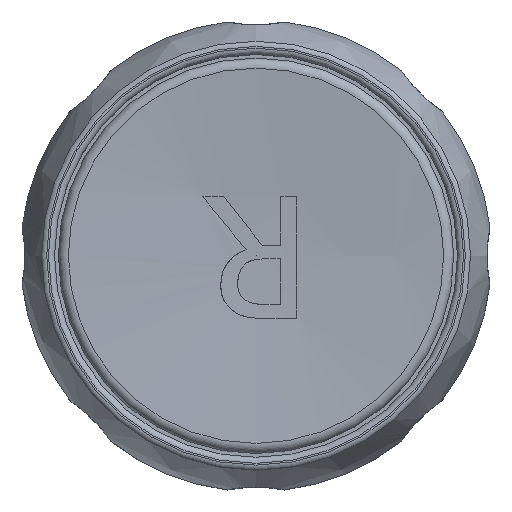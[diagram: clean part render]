
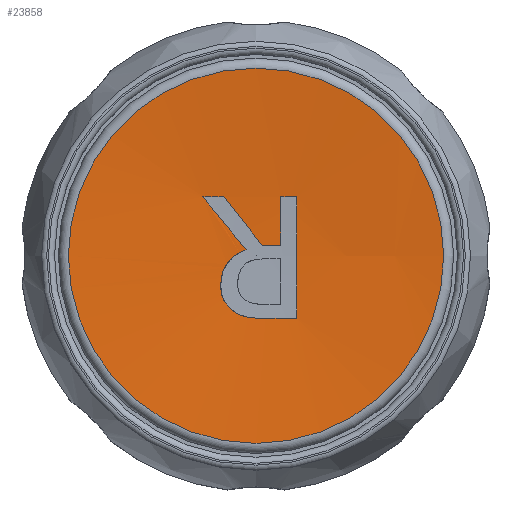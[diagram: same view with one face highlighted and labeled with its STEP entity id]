
A CAD part, top view. The second image highlights one B-rep face of the part: STEP entity #23858.
In plain terms, the highlighted spherical face has radius 121.064 mm.
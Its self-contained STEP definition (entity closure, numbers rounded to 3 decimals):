
#44=SPHERICAL_SURFACE('',#25235,121.064);
#1426=FACE_OUTER_BOUND('',#2743,.T.);
#2743=EDGE_LOOP('',(#16323,#16324,#16325,#16326,#16327,#16328,#16329,#16330,
#16331,#16332,#16333,#16334,#16335,#16336,#16337,#16338,#16339));
#4251=B_SPLINE_CURVE_WITH_KNOTS('',3,(#58346,#58347,#58348,#58349,#58350,
#58351,#58352,#58353),.UNSPECIFIED.,.F.,.F.,(4,2,2,4),(0.,0.109,
0.133,0.15),.UNSPECIFIED.);
#4252=B_SPLINE_CURVE_WITH_KNOTS('',3,(#58364,#58365,#58366,#58367,#58368,
#58369,#58370,#58371),.UNSPECIFIED.,.F.,.F.,(4,2,2,4),(0.,0.082,
0.154,0.254),.UNSPECIFIED.);
#4253=B_SPLINE_CURVE_WITH_KNOTS('',3,(#58382,#58383,#58384,#58385,#58386,
#58387,#58388,#58389,#58390,#58391),.UNSPECIFIED.,.F.,.F.,(4,2,2,2,4),(0.,
0.102,0.147,0.17,0.194),
 .UNSPECIFIED.);
#4705=CIRCLE('',#25213,121.034);
#4706=CIRCLE('',#25214,121.034);
#4707=CIRCLE('',#25216,120.994);
#4708=CIRCLE('',#25218,121.064);
#4712=CIRCLE('',#25226,121.002);
#4713=CIRCLE('',#25228,121.053);
#4714=CIRCLE('',#25230,121.062);
#4715=CIRCLE('',#25232,121.062);
#4716=CIRCLE('',#25234,121.002);
#4717=CIRCLE('',#25236,121.064);
#4718=CIRCLE('',#25237,12.339);
#4719=CIRCLE('',#25238,12.339);
#4720=CIRCLE('',#25239,12.339);
#9797=VERTEX_POINT('',#58325);
#9798=VERTEX_POINT('',#58327);
#9799=VERTEX_POINT('',#58329);
#9800=VERTEX_POINT('',#58333);
#9801=VERTEX_POINT('',#58344);
#9802=VERTEX_POINT('',#58362);
#9803=VERTEX_POINT('',#58380);
#9804=VERTEX_POINT('',#58393);
#9807=VERTEX_POINT('',#58407);
#9808=VERTEX_POINT('',#58411);
#9809=VERTEX_POINT('',#58415);
#9810=VERTEX_POINT('',#58419);
#9811=VERTEX_POINT('',#58425);
#9812=VERTEX_POINT('',#58427);
#9813=VERTEX_POINT('',#58429);
#12208=EDGE_CURVE('',#9798,#9797,#4705,.T.);
#12209=EDGE_CURVE('',#9799,#9798,#4706,.T.);
#12212=EDGE_CURVE('',#9797,#9800,#4707,.T.);
#12214=EDGE_CURVE('',#9800,#9801,#4251,.T.);
#12216=EDGE_CURVE('',#9801,#9802,#4252,.T.);
#12218=EDGE_CURVE('',#9802,#9803,#4253,.T.);
#12220=EDGE_CURVE('',#9803,#9804,#4708,.T.);
#12226=EDGE_CURVE('',#9807,#9799,#4712,.T.);
#12228=EDGE_CURVE('',#9808,#9807,#4713,.T.);
#12230=EDGE_CURVE('',#9809,#9808,#4714,.T.);
#12232=EDGE_CURVE('',#9810,#9809,#4715,.T.);
#12234=EDGE_CURVE('',#9804,#9810,#4716,.T.);
#12235=EDGE_CURVE('',#9798,#9811,#4717,.T.);
#12236=EDGE_CURVE('',#9812,#9811,#4718,.T.);
#12237=EDGE_CURVE('',#9813,#9812,#4719,.T.);
#12238=EDGE_CURVE('',#9811,#9813,#4720,.T.);
#16323=ORIENTED_EDGE('',*,*,#12209,.T.);
#16324=ORIENTED_EDGE('',*,*,#12235,.T.);
#16325=ORIENTED_EDGE('',*,*,#12236,.F.);
#16326=ORIENTED_EDGE('',*,*,#12237,.F.);
#16327=ORIENTED_EDGE('',*,*,#12238,.F.);
#16328=ORIENTED_EDGE('',*,*,#12235,.F.);
#16329=ORIENTED_EDGE('',*,*,#12208,.T.);
#16330=ORIENTED_EDGE('',*,*,#12212,.T.);
#16331=ORIENTED_EDGE('',*,*,#12214,.T.);
#16332=ORIENTED_EDGE('',*,*,#12216,.T.);
#16333=ORIENTED_EDGE('',*,*,#12218,.T.);
#16334=ORIENTED_EDGE('',*,*,#12220,.T.);
#16335=ORIENTED_EDGE('',*,*,#12234,.T.);
#16336=ORIENTED_EDGE('',*,*,#12232,.T.);
#16337=ORIENTED_EDGE('',*,*,#12230,.T.);
#16338=ORIENTED_EDGE('',*,*,#12228,.T.);
#16339=ORIENTED_EDGE('',*,*,#12226,.T.);
#23858=ADVANCED_FACE('',(#1426),#44,.F.);
#25213=AXIS2_PLACEMENT_3D('',#58328,#27612,#27613);
#25214=AXIS2_PLACEMENT_3D('',#58330,#27614,#27615);
#25216=AXIS2_PLACEMENT_3D('',#58335,#27620,#27621);
#25218=AXIS2_PLACEMENT_3D('',#58395,#27628,#27629);
#25226=AXIS2_PLACEMENT_3D('',#58408,#27646,#27647);
#25228=AXIS2_PLACEMENT_3D('',#58412,#27651,#27652);
#25230=AXIS2_PLACEMENT_3D('',#58416,#27656,#27657);
#25232=AXIS2_PLACEMENT_3D('',#58420,#27661,#27662);
#25234=AXIS2_PLACEMENT_3D('',#58423,#27666,#27667);
#25235=AXIS2_PLACEMENT_3D('',#58424,#27668,#27669);
#25236=AXIS2_PLACEMENT_3D('',#58426,#27670,#27671);
#25237=AXIS2_PLACEMENT_3D('',#58428,#27672,#27673);
#25238=AXIS2_PLACEMENT_3D('',#58430,#27674,#27675);
#25239=AXIS2_PLACEMENT_3D('',#58431,#27676,#27677);
#27612=DIRECTION('center_axis',(-1.,0.,0.));
#27613=DIRECTION('ref_axis',(0.,0.,
-1.));
#27614=DIRECTION('center_axis',(-1.,0.,0.));
#27615=DIRECTION('ref_axis',(0.,0.,
-1.));
#27620=DIRECTION('center_axis',(0.,1.,0.));
#27621=DIRECTION('ref_axis',(0.,0.,
-1.));
#27628=DIRECTION('center_axis',(0.774,0.633,0.));
#27629=DIRECTION('ref_axis',(0.,0.,
-1.));
#27646=DIRECTION('center_axis',(0.,-1.,0.));
#27647=DIRECTION('ref_axis',(0.,0.,
1.));
#27651=DIRECTION('center_axis',(1.,0.,0.));
#27652=DIRECTION('ref_axis',(0.,0.,
1.));
#27656=DIRECTION('center_axis',(0.,-1.,0.));
#27657=DIRECTION('ref_axis',(0.,0.,
1.));
#27661=DIRECTION('center_axis',(-0.783,-0.622,0.));
#27662=DIRECTION('ref_axis',(0.,0.,
1.));
#27666=DIRECTION('center_axis',(0.,-1.,0.));
#27667=DIRECTION('ref_axis',(0.,0.,
1.));
#27668=DIRECTION('center_axis',(0.,0.,
1.));
#27669=DIRECTION('ref_axis',(-1.,0.,0.));
#27670=DIRECTION('center_axis',(0.,-1.,0.));
#27671=DIRECTION('ref_axis',(1.,0.,0.));
#27672=DIRECTION('center_axis',(0.,0.,
-1.));
#27673=DIRECTION('ref_axis',(0.,-1.,0.));
#27674=DIRECTION('center_axis',(0.,0.,
-1.));
#27675=DIRECTION('ref_axis',(0.,-1.,0.));
#27676=DIRECTION('center_axis',(0.,0.,
-1.));
#27677=DIRECTION('ref_axis',(0.,-1.,0.));
#58325=CARTESIAN_POINT('',(2.69,-4.114,12.432));
#58327=CARTESIAN_POINT('',(2.69,0.,12.362));
#58328=CARTESIAN_POINT('Origin',(2.69,0.,
133.397));
#58329=CARTESIAN_POINT('',(2.69,3.886,12.425));
#58330=CARTESIAN_POINT('Origin',(2.69,0.,
133.397));
#58333=CARTESIAN_POINT('',(0.628,-4.114,12.404));
#58335=CARTESIAN_POINT('Origin',(0.,-4.114,
133.397));
#58344=CARTESIAN_POINT('',(-1.408,-3.693,12.397));
#58346=CARTESIAN_POINT('Ctrl Pts',(0.628,-4.114,
12.404));
#58347=CARTESIAN_POINT('Ctrl Pts',(0.263,-4.114,
12.402));
#58348=CARTESIAN_POINT('Ctrl Pts',(-0.152,-4.099,
12.401));
#58349=CARTESIAN_POINT('Ctrl Pts',(-0.591,-4.029,
12.401));
#58350=CARTESIAN_POINT('Ctrl Pts',(-0.76,-4.,
12.401));
#58351=CARTESIAN_POINT('Ctrl Pts',(-1.125,-3.858,
12.399));
#58352=CARTESIAN_POINT('Ctrl Pts',(-1.27,-3.782,
12.398));
#58353=CARTESIAN_POINT('Ctrl Pts',(-1.408,-3.693,
12.397));
#58362=CARTESIAN_POINT('',(-2.315,-1.943,12.37));
#58364=CARTESIAN_POINT('Ctrl Pts',(-1.408,-3.693,
12.397));
#58365=CARTESIAN_POINT('Ctrl Pts',(-1.636,-3.545,
12.395));
#58366=CARTESIAN_POINT('Ctrl Pts',(-1.83,-3.361,
12.393));
#58367=CARTESIAN_POINT('Ctrl Pts',(-2.121,-2.937,
12.386));
#58368=CARTESIAN_POINT('Ctrl Pts',(-2.19,-2.759,
12.384));
#58369=CARTESIAN_POINT('Ctrl Pts',(-2.293,-2.39,
12.377));
#58370=CARTESIAN_POINT('Ctrl Pts',(-2.315,-2.165,
12.374));
#58371=CARTESIAN_POINT('Ctrl Pts',(-2.315,-1.943,
12.37));
#58380=CARTESIAN_POINT('',(-0.656,0.404,12.335));
#58382=CARTESIAN_POINT('Ctrl Pts',(-2.315,-1.943,
12.37));
#58383=CARTESIAN_POINT('Ctrl Pts',(-2.315,-1.604,
12.365));
#58384=CARTESIAN_POINT('Ctrl Pts',(-2.265,-1.267,12.36));
#58385=CARTESIAN_POINT('Ctrl Pts',(-2.081,-0.812,
12.353));
#58386=CARTESIAN_POINT('Ctrl Pts',(-1.955,-0.54,
12.349));
#58387=CARTESIAN_POINT('Ctrl Pts',(-1.542,-0.109,
12.342));
#58388=CARTESIAN_POINT('Ctrl Pts',(-1.389,0.016,
12.34));
#58389=CARTESIAN_POINT('Ctrl Pts',(-1.044,0.238,
12.337));
#58390=CARTESIAN_POINT('Ctrl Pts',(-0.854,0.33,
12.336));
#58391=CARTESIAN_POINT('Ctrl Pts',(-0.656,0.404,
12.335));
#58393=CARTESIAN_POINT('',(-3.502,3.886,12.445));
#58395=CARTESIAN_POINT('Origin',(-0.195,-0.159,
133.397));
#58407=CARTESIAN_POINT('',(1.626,3.886,12.406));
#58408=CARTESIAN_POINT('Origin',(0.,3.886,
133.397));
#58411=CARTESIAN_POINT('',(1.626,0.702,12.345));
#58412=CARTESIAN_POINT('Origin',(1.626,0.,133.397));
#58415=CARTESIAN_POINT('',(0.408,0.702,12.335));
#58416=CARTESIAN_POINT('Origin',(0.,0.702,
133.397));
#58419=CARTESIAN_POINT('',(-2.121,3.886,12.413));
#58420=CARTESIAN_POINT('Origin',(0.592,0.47,133.397));
#58423=CARTESIAN_POINT('Origin',(0.,3.886,
133.397));
#58424=CARTESIAN_POINT('Origin',(0.,0.,
133.397));
#58425=CARTESIAN_POINT('',(12.339,0.,12.963));
#58426=CARTESIAN_POINT('Origin',(0.,0.,
133.397));
#58427=CARTESIAN_POINT('',(0.,12.339,12.963));
#58428=CARTESIAN_POINT('Origin',(0.,0.,
12.963));
#58429=CARTESIAN_POINT('',(-12.339,0.,12.963));
#58430=CARTESIAN_POINT('Origin',(0.,0.,
12.963));
#58431=CARTESIAN_POINT('Origin',(0.,0.,
12.963));
